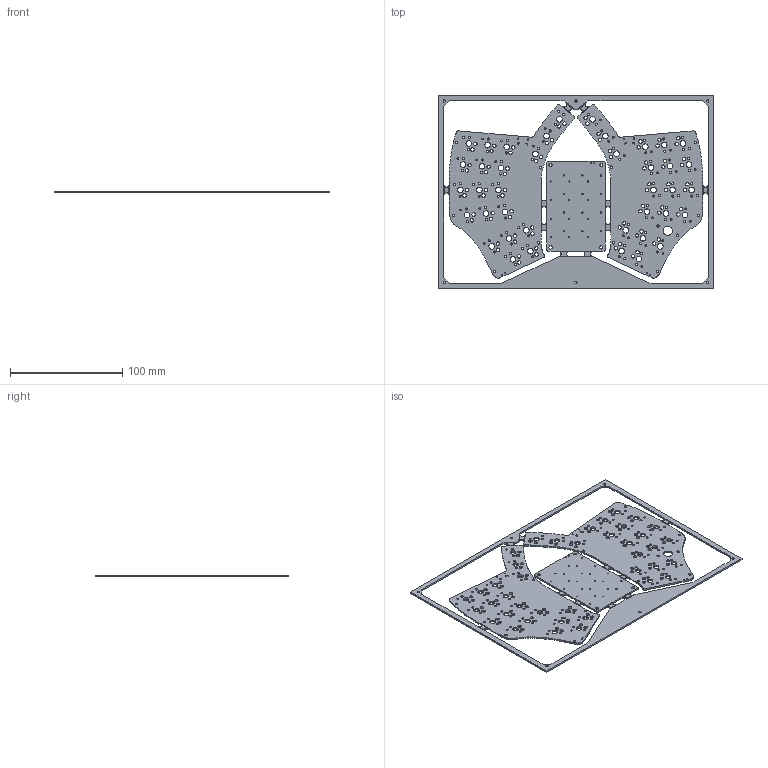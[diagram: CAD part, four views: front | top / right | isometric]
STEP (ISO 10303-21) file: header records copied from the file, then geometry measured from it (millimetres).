
FILE_DESCRIPTION(('KiCad electronic assembly'),'2;1');
FILE_NAME('pipar_point.step','2025-06-27T16:44:18',('Pcbnew'),('Kicad'), 'Open CASCADE STEP processor 7.8','KiCad to STEP converter','Unknown' );
FILE_SCHEMA(('AUTOMOTIVE_DESIGN { 1 0 10303 214 1 1 1 1 }'));
Length unit declared in the file: millimetre
Products named in the file (2): pipar_point 1; pipar_point_PCB
Assembly tree (1 placements, depth 2):
  pipar_point 1
    pipar_point_PCB
Bounding box: 245.75 x 172.65 x 1.51 mm (x, y, z)
Volume: 42221.9 mm3; surface area: 64141.9 mm2
Topology: 1 solids, 1 shells, 1074 faces, 3216 edges, 2144 vertices
Faces by surface type: plane 557, cylinder 517
Full cylindrical faces by diameter (mm): 0.5 x180, 0.65 x4, 0.9 x6, 1 x12, 1.2 x12, 1.6 x40, 1.9 x80, 2.1 x6, 2.2 x12, 2.85 x4, 3.05 x80, 5.05 x40, 8.25 x1
Entity records: 38443 total; most frequent: CARTESIAN_POINT 6436, ORIENTED_EDGE 6432, DIRECTION 6402, EDGE_CURVE 3216, LINE 2182, VECTOR 2182, VERTEX_POINT 2144, AXIS2_PLACEMENT_3D 2110
